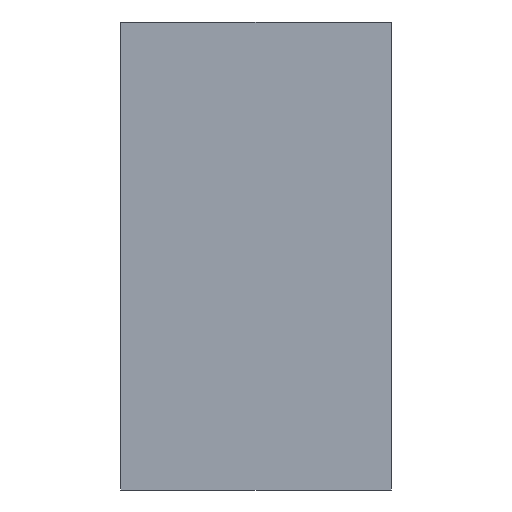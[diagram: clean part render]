
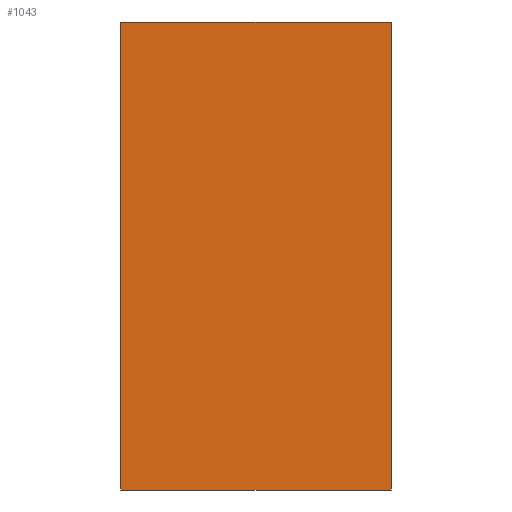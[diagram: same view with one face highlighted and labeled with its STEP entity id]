
A CAD part, front view. The second image highlights one B-rep face of the part: STEP entity #1043.
In plain terms, the highlighted planar face has unit normal (0, -1, 0).
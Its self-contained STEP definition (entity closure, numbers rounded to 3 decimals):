
#41=PLANE('',#1121);
#71=FACE_OUTER_BOUND('',#126,.T.);
#126=EDGE_LOOP('',(#712,#713,#714,#715));
#193=LINE('',#1553,#295);
#194=LINE('',#1555,#296);
#195=LINE('',#1557,#297);
#196=LINE('',#1558,#298);
#295=VECTOR('',#1239,10.);
#296=VECTOR('',#1240,10.);
#297=VECTOR('',#1241,10.);
#298=VECTOR('',#1242,10.);
#446=VERTEX_POINT('',#1551);
#447=VERTEX_POINT('',#1552);
#448=VERTEX_POINT('',#1554);
#449=VERTEX_POINT('',#1556);
#552=EDGE_CURVE('',#446,#447,#193,.T.);
#553=EDGE_CURVE('',#448,#447,#194,.T.);
#554=EDGE_CURVE('',#448,#449,#195,.T.);
#555=EDGE_CURVE('',#446,#449,#196,.T.);
#712=ORIENTED_EDGE('',*,*,#552,.T.);
#713=ORIENTED_EDGE('',*,*,#553,.F.);
#714=ORIENTED_EDGE('',*,*,#554,.T.);
#715=ORIENTED_EDGE('',*,*,#555,.F.);
#1043=ADVANCED_FACE('',(#71),#41,.F.);
#1121=AXIS2_PLACEMENT_3D('',#1550,#1237,#1238);
#1237=DIRECTION('center_axis',(0.,1.,0.));
#1238=DIRECTION('ref_axis',(0.,0.,1.));
#1239=DIRECTION('',(-1.,0.,0.));
#1240=DIRECTION('',(0.,0.,1.));
#1241=DIRECTION('',(1.,0.,0.));
#1242=DIRECTION('',(0.,0.,-1.));
#1550=CARTESIAN_POINT('Origin',(25.,0.,-47.5));
#1551=CARTESIAN_POINT('',(52.5,0.,0.));
#1552=CARTESIAN_POINT('',(-2.5,0.,0.));
#1553=CARTESIAN_POINT('',(0.,0.,0.));
#1554=CARTESIAN_POINT('',(-2.5,0.,-95.));
#1555=CARTESIAN_POINT('',(-2.5,0.,-95.));
#1556=CARTESIAN_POINT('',(52.5,0.,-95.));
#1557=CARTESIAN_POINT('',(50.,0.,-95.));
#1558=CARTESIAN_POINT('',(52.5,0.,0.));
